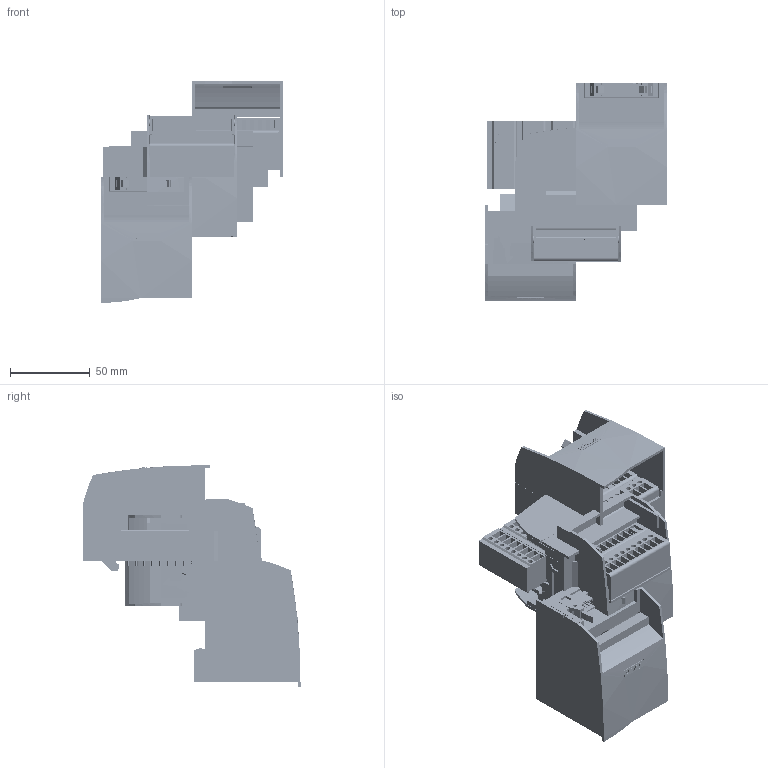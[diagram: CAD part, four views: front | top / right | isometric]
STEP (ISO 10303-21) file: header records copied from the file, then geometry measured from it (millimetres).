
FILE_DESCRIPTION( ( 'Unknown' ), '1' );
FILE_NAME( '6es79240ca200aa0_001_stp.stp', 'Unknown', ( 'Unknown' ), ( 'Unknown' ), 'PSStep 13.0', 'Unknown', ' ' );
FILE_SCHEMA( ( 'AUTOMOTIVE_DESIGN { 1 0 10303 214 1 1 1 1 }' ) );
Length unit declared in the file: millimetre
Products named in the file (51): Device_G2CR-oa1_1; Motherboard-8bit_TP2_3_A-oa0_1; C98130-A7800-X253_; Assem1; PCB 8bit_TP2_3_A_1; FCI-71918-116BLF_3; PHX FRONT 2,5-V Block 10+10+8-TP3_0; SIEMENS-Kleber-17x4,5_4; C98130-A7800-C011CR_1; C98130-A7800-C013.CR_1; C98130-A7800-C012CR_1; C98130-A7800-X253_0
Bounding box: 114 x 136 x 139 mm (x, y, z)
Volume: 479593.1 mm3; surface area: 339682 mm2
Topology: 155 solids, 155 shells, 6221 faces, 16008 edges, 10945 vertices
Faces by surface type: plane 4897, cylinder 1131, extrusion 193
Full cylindrical faces by diameter (mm): 0.5 x10, 1.02 x80, 1.3 x280, 1.4 x495, 3 x140, 4 x8
Entity records: 58511 total; most frequent: CARTESIAN_POINT 11005, ORIENTED_EDGE 6868, DIRECTION 6780, EDGE_CURVE 3434, VECTOR 2904, LINE 2841, VERTEX_POINT 2423, EDGE_LOOP 2105
